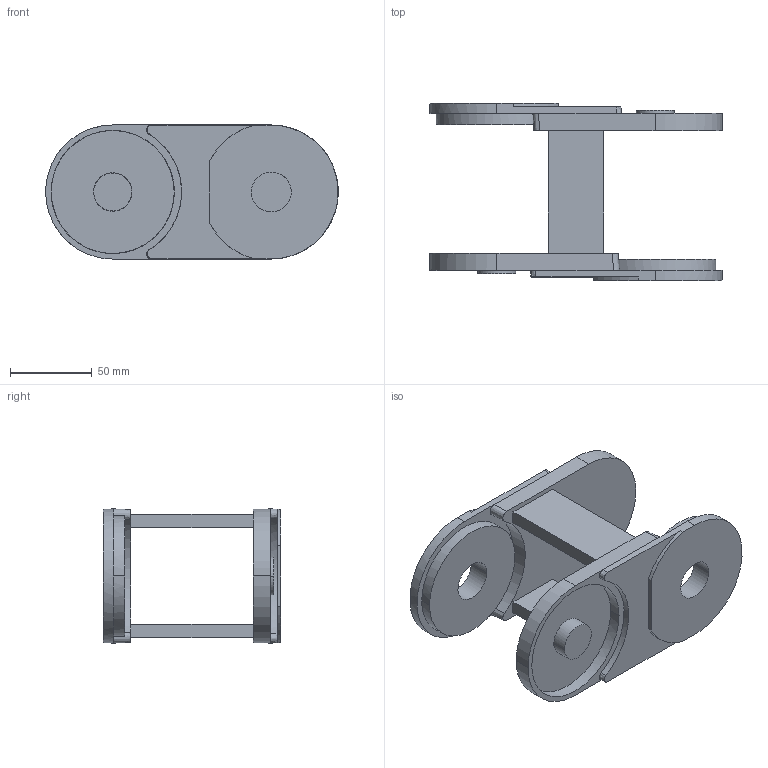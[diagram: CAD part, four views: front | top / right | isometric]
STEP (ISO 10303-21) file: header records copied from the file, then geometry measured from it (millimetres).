
FILE_DESCRIPTION(/* description */ (''),/* implementation_level */ '2;1');
FILE_NAME(/* name */ 'T7560~1',/* time_stamp */ '2025-02-18T09:33:50-03:00',/* author */ (''),/* organization */ (''),/* preprocessor_version */ 'ST-DEVELOPER v15',/* originating_system */ '',/* authorisation */ '');
FILE_SCHEMA (('AUTOMOTIVE_DESIGN'));
Length unit declared in the file: millimetre
Products named in the file (1): Document
Bounding box: 179 x 108.6 x 82 mm (x, y, z)
Volume: 282230.2 mm3; surface area: 84054.3 mm2
Topology: 1 solids, 1 shells, 74 faces, 186 edges, 122 vertices
Faces by surface type: bspline 38, plane 36
Entity records: 2946 total; most frequent: CARTESIAN_POINT 1758, ORIENTED_EDGE 372, EDGE_CURVE 186, VERTEX_POINT 122, B_SPLINE_CURVE_WITH_KNOTS 116, EDGE_LOOP 88, ADVANCED_FACE 74, FACE_OUTER_BOUND 74
